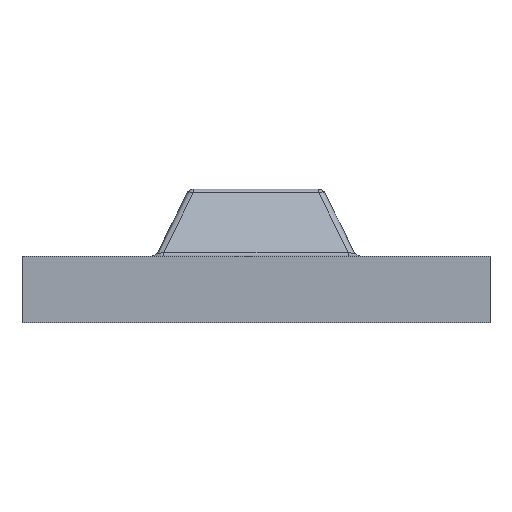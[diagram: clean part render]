
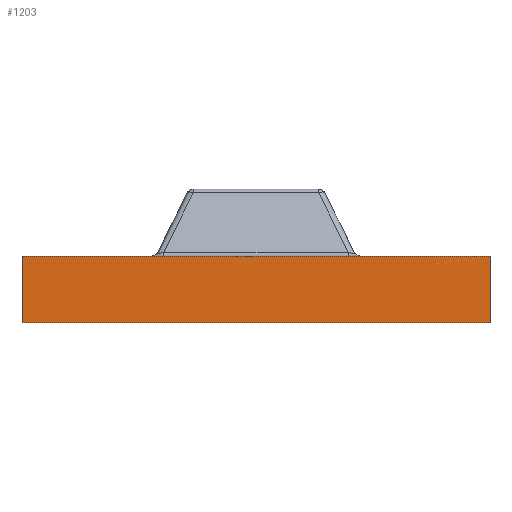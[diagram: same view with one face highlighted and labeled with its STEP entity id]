
A CAD part, front view. The second image highlights one B-rep face of the part: STEP entity #1203.
In plain terms, the highlighted planar face has unit normal (0, -1, 0).
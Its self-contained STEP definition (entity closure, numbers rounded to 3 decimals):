
#31 = PLANE('',#32);
#32 = AXIS2_PLACEMENT_3D('',#33,#34,#35);
#33 = CARTESIAN_POINT('',(35.,35.,0.));
#34 = DIRECTION('',(0.,0.,1.));
#35 = DIRECTION('',(1.,0.,0.));
#432 = EDGE_CURVE('',#433,#435,#437,.T.);
#433 = VERTEX_POINT('',#434);
#434 = CARTESIAN_POINT('',(0.,0.,0.));
#435 = VERTEX_POINT('',#436);
#436 = CARTESIAN_POINT('',(70.,0.,0.));
#437 = SURFACE_CURVE('',#438,(#442,#449),.PCURVE_S1.);
#438 = LINE('',#439,#440);
#439 = CARTESIAN_POINT('',(0.,0.,0.));
#440 = VECTOR('',#441,1.);
#441 = DIRECTION('',(1.,0.,0.));
#442 = PCURVE('',#31,#443);
#443 = DEFINITIONAL_REPRESENTATION('',(#444),#448);
#444 = LINE('',#445,#446);
#445 = CARTESIAN_POINT('',(-35.,-35.));
#446 = VECTOR('',#447,1.);
#447 = DIRECTION('',(1.,0.));
#448 = ( GEOMETRIC_REPRESENTATION_CONTEXT(2) 
PARAMETRIC_REPRESENTATION_CONTEXT() REPRESENTATION_CONTEXT('2D SPACE',''
  ) );
#449 = PCURVE('',#450,#455);
#450 = PLANE('',#451);
#451 = AXIS2_PLACEMENT_3D('',#452,#453,#454);
#452 = CARTESIAN_POINT('',(0.,0.,0.));
#453 = DIRECTION('',(0.,-1.,0.));
#454 = DIRECTION('',(1.,0.,0.));
#455 = DEFINITIONAL_REPRESENTATION('',(#456),#460);
#456 = LINE('',#457,#458);
#457 = CARTESIAN_POINT('',(0.,0.));
#458 = VECTOR('',#459,1.);
#459 = DIRECTION('',(1.,0.));
#460 = ( GEOMETRIC_REPRESENTATION_CONTEXT(2) 
PARAMETRIC_REPRESENTATION_CONTEXT() REPRESENTATION_CONTEXT('2D SPACE',''
  ) );
#478 = PLANE('',#479);
#479 = AXIS2_PLACEMENT_3D('',#480,#481,#482);
#480 = CARTESIAN_POINT('',(70.,0.,0.));
#481 = DIRECTION('',(1.,0.,0.));
#482 = DIRECTION('',(0.,1.,0.));
#532 = PLANE('',#533);
#533 = AXIS2_PLACEMENT_3D('',#534,#535,#536);
#534 = CARTESIAN_POINT('',(0.,70.,0.));
#535 = DIRECTION('',(-1.,0.,0.));
#536 = DIRECTION('',(0.,-1.,0.));
#1203 = ADVANCED_FACE('',(#1204),#450,.T.);
#1204 = FACE_BOUND('',#1205,.T.);
#1205 = EDGE_LOOP('',(#1206,#1229,#1257,#1278));
#1206 = ORIENTED_EDGE('',*,*,#1207,.T.);
#1207 = EDGE_CURVE('',#433,#1208,#1210,.T.);
#1208 = VERTEX_POINT('',#1209);
#1209 = CARTESIAN_POINT('',(0.,0.,-10.));
#1210 = SURFACE_CURVE('',#1211,(#1215,#1222),.PCURVE_S1.);
#1211 = LINE('',#1212,#1213);
#1212 = CARTESIAN_POINT('',(0.,0.,0.));
#1213 = VECTOR('',#1214,1.);
#1214 = DIRECTION('',(-0.,-0.,-1.));
#1215 = PCURVE('',#450,#1216);
#1216 = DEFINITIONAL_REPRESENTATION('',(#1217),#1221);
#1217 = LINE('',#1218,#1219);
#1218 = CARTESIAN_POINT('',(0.,0.));
#1219 = VECTOR('',#1220,1.);
#1220 = DIRECTION('',(0.,-1.));
#1221 = ( GEOMETRIC_REPRESENTATION_CONTEXT(2) 
PARAMETRIC_REPRESENTATION_CONTEXT() REPRESENTATION_CONTEXT('2D SPACE',''
  ) );
#1222 = PCURVE('',#532,#1223);
#1223 = DEFINITIONAL_REPRESENTATION('',(#1224),#1228);
#1224 = LINE('',#1225,#1226);
#1225 = CARTESIAN_POINT('',(70.,0.));
#1226 = VECTOR('',#1227,1.);
#1227 = DIRECTION('',(0.,-1.));
#1228 = ( GEOMETRIC_REPRESENTATION_CONTEXT(2) 
PARAMETRIC_REPRESENTATION_CONTEXT() REPRESENTATION_CONTEXT('2D SPACE',''
  ) );
#1229 = ORIENTED_EDGE('',*,*,#1230,.T.);
#1230 = EDGE_CURVE('',#1208,#1231,#1233,.T.);
#1231 = VERTEX_POINT('',#1232);
#1232 = CARTESIAN_POINT('',(70.,0.,-10.));
#1233 = SURFACE_CURVE('',#1234,(#1238,#1245),.PCURVE_S1.);
#1234 = LINE('',#1235,#1236);
#1235 = CARTESIAN_POINT('',(0.,0.,-10.));
#1236 = VECTOR('',#1237,1.);
#1237 = DIRECTION('',(1.,0.,0.));
#1238 = PCURVE('',#450,#1239);
#1239 = DEFINITIONAL_REPRESENTATION('',(#1240),#1244);
#1240 = LINE('',#1241,#1242);
#1241 = CARTESIAN_POINT('',(0.,-10.));
#1242 = VECTOR('',#1243,1.);
#1243 = DIRECTION('',(1.,0.));
#1244 = ( GEOMETRIC_REPRESENTATION_CONTEXT(2) 
PARAMETRIC_REPRESENTATION_CONTEXT() REPRESENTATION_CONTEXT('2D SPACE',''
  ) );
#1245 = PCURVE('',#1246,#1251);
#1246 = PLANE('',#1247);
#1247 = AXIS2_PLACEMENT_3D('',#1248,#1249,#1250);
#1248 = CARTESIAN_POINT('',(35.,35.,-10.));
#1249 = DIRECTION('',(0.,0.,1.));
#1250 = DIRECTION('',(1.,0.,0.));
#1251 = DEFINITIONAL_REPRESENTATION('',(#1252),#1256);
#1252 = LINE('',#1253,#1254);
#1253 = CARTESIAN_POINT('',(-35.,-35.));
#1254 = VECTOR('',#1255,1.);
#1255 = DIRECTION('',(1.,0.));
#1256 = ( GEOMETRIC_REPRESENTATION_CONTEXT(2) 
PARAMETRIC_REPRESENTATION_CONTEXT() REPRESENTATION_CONTEXT('2D SPACE',''
  ) );
#1257 = ORIENTED_EDGE('',*,*,#1258,.F.);
#1258 = EDGE_CURVE('',#435,#1231,#1259,.T.);
#1259 = SURFACE_CURVE('',#1260,(#1264,#1271),.PCURVE_S1.);
#1260 = LINE('',#1261,#1262);
#1261 = CARTESIAN_POINT('',(70.,0.,0.));
#1262 = VECTOR('',#1263,1.);
#1263 = DIRECTION('',(-0.,-0.,-1.));
#1264 = PCURVE('',#450,#1265);
#1265 = DEFINITIONAL_REPRESENTATION('',(#1266),#1270);
#1266 = LINE('',#1267,#1268);
#1267 = CARTESIAN_POINT('',(70.,0.));
#1268 = VECTOR('',#1269,1.);
#1269 = DIRECTION('',(0.,-1.));
#1270 = ( GEOMETRIC_REPRESENTATION_CONTEXT(2) 
PARAMETRIC_REPRESENTATION_CONTEXT() REPRESENTATION_CONTEXT('2D SPACE',''
  ) );
#1271 = PCURVE('',#478,#1272);
#1272 = DEFINITIONAL_REPRESENTATION('',(#1273),#1277);
#1273 = LINE('',#1274,#1275);
#1274 = CARTESIAN_POINT('',(0.,0.));
#1275 = VECTOR('',#1276,1.);
#1276 = DIRECTION('',(0.,-1.));
#1277 = ( GEOMETRIC_REPRESENTATION_CONTEXT(2) 
PARAMETRIC_REPRESENTATION_CONTEXT() REPRESENTATION_CONTEXT('2D SPACE',''
  ) );
#1278 = ORIENTED_EDGE('',*,*,#432,.F.);
